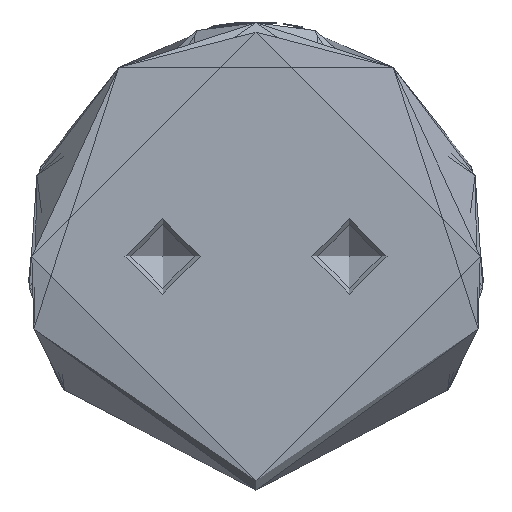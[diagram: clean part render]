
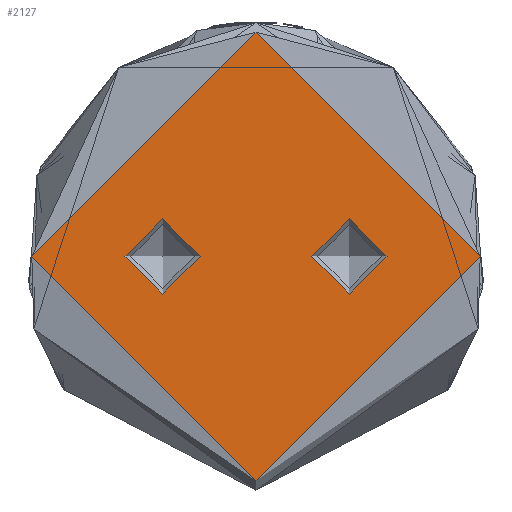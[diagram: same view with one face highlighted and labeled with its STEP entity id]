
A CAD part, front view. The second image highlights one B-rep face of the part: STEP entity #2127.
In plain terms, the highlighted face is planar.
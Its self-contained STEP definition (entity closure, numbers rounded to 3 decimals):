
#245 = CARTESIAN_POINT ( 'NONE',  ( 14.025, 0., 0. ) ) ;
#333 = EDGE_LOOP ( 'NONE', ( #2737 ) ) ;
#753 = FACE_OUTER_BOUND ( 'NONE', #333, .T. ) ;
#818 = CARTESIAN_POINT ( 'NONE',  ( 10., 0., 0. ) ) ;
#909 = FACE_BOUND ( 'NONE', #1046, .T. ) ;
#1029 = DIRECTION ( 'NONE',  ( 0., 0., 1. ) ) ;
#1046 = EDGE_LOOP ( 'NONE', ( #4461 ) ) ;
#1249 = FACE_BOUND ( 'NONE', #1511, .T. ) ;
#1279 = DIRECTION ( 'NONE',  ( 1., 0., 0. ) ) ;
#1430 = PLANE ( 'NONE',  #3683 ) ;
#1511 = EDGE_LOOP ( 'NONE', ( #2669 ) ) ;
#1608 = CARTESIAN_POINT ( 'NONE',  ( 0., -24., 0. ) ) ;
#1633 = CARTESIAN_POINT ( 'NONE',  ( -5.975, 0., 0. ) ) ;
#2020 = CIRCLE ( 'NONE', #2118, 4.025 ) ;
#2118 = AXIS2_PLACEMENT_3D ( 'NONE', #818, #4078, #1279 ) ;
#2127 = ADVANCED_FACE ( 'NONE', ( #1249, #909, #753 ), #1430, .F. ) ;
#2181 = EDGE_CURVE ( 'NONE', #2492, #2492, #5939, .T. ) ;
#2385 = DIRECTION ( 'NONE',  ( 0., 0., -1. ) ) ;
#2492 = VERTEX_POINT ( 'NONE', #1608 ) ;
#2592 = CIRCLE ( 'NONE', #4196, 4.025 ) ;
#2616 = CARTESIAN_POINT ( 'NONE',  ( -10., 0., 0. ) ) ;
#2669 = ORIENTED_EDGE ( 'NONE', *, *, #5560, .F. ) ;
#2737 = ORIENTED_EDGE ( 'NONE', *, *, #2181, .T. ) ;
#3078 = DIRECTION ( 'NONE',  ( 1., 0., 0. ) ) ;
#3320 = EDGE_CURVE ( 'NONE', #5634, #5634, #2020, .T. ) ;
#3683 = AXIS2_PLACEMENT_3D ( 'NONE', #4679, #2385, #5571 ) ;
#3807 = CARTESIAN_POINT ( 'NONE',  ( 0., 0., 0. ) ) ;
#4078 = DIRECTION ( 'NONE',  ( 0., 0., 1. ) ) ;
#4196 = AXIS2_PLACEMENT_3D ( 'NONE', #2616, #5782, #3078 ) ;
#4292 = DIRECTION ( 'NONE',  ( 0., -1., 0. ) ) ;
#4319 = AXIS2_PLACEMENT_3D ( 'NONE', #3807, #1029, #4292 ) ;
#4461 = ORIENTED_EDGE ( 'NONE', *, *, #3320, .F. ) ;
#4679 = CARTESIAN_POINT ( 'NONE',  ( 0., 24., 0. ) ) ;
#5338 = VERTEX_POINT ( 'NONE', #1633 ) ;
#5560 = EDGE_CURVE ( 'NONE', #5338, #5338, #2592, .T. ) ;
#5571 = DIRECTION ( 'NONE',  ( 0., 1., 0. ) ) ;
#5634 = VERTEX_POINT ( 'NONE', #245 ) ;
#5782 = DIRECTION ( 'NONE',  ( 0., 0., 1. ) ) ;
#5939 = CIRCLE ( 'NONE', #4319, 24. ) ;
